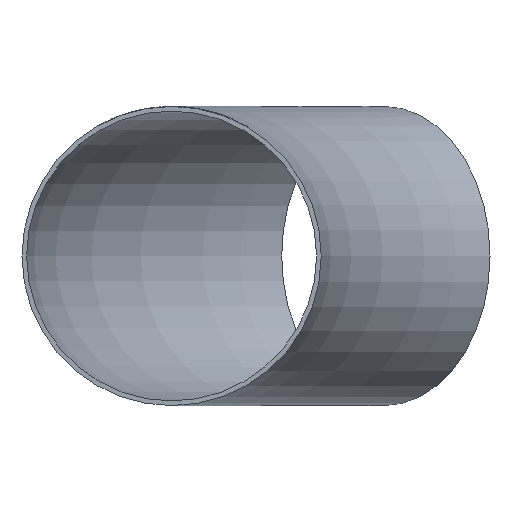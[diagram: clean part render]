
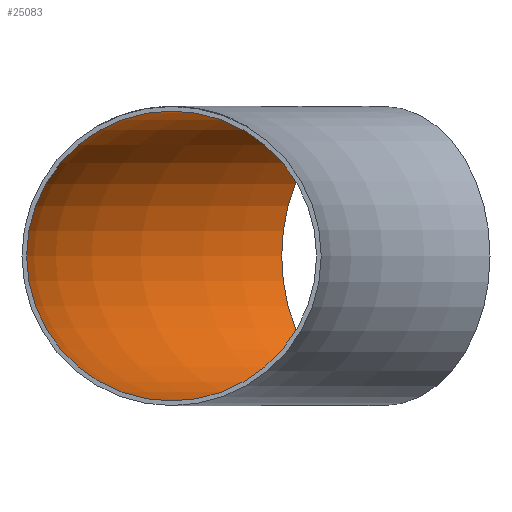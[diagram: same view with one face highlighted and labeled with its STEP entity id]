
A CAD part, front view. The second image highlights one B-rep face of the part: STEP entity #25083.
In plain terms, the highlighted toroidal (fillet/blend) face has major radius 313 mm and minor radius 62.5 mm.
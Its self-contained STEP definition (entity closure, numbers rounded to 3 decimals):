
#3600 = FACE_OUTER_BOUND ( 'NONE', #14611, .T. ) ;
#4439 = CARTESIAN_POINT ( 'NONE',  ( -265.519, 265.519, 0. ) ) ;
#4562 = VERTEX_POINT ( 'NONE', #4439 ) ;
#6282 = DIRECTION ( 'NONE',  ( 0., 0., -1. ) ) ;
#6805 = EDGE_LOOP ( 'NONE', ( #13367 ) ) ;
#8664 = VERTEX_POINT ( 'NONE', #24516 ) ;
#8889 = CARTESIAN_POINT ( 'NONE',  ( -313., 0., 0. ) ) ;
#10134 = DIRECTION ( 'NONE',  ( -1., 0., 0. ) ) ;
#10315 = EDGE_CURVE ( 'NONE', #8664, #8664, #22034, .T. ) ;
#12615 = DIRECTION ( 'NONE',  ( 0., 0., 1. ) ) ;
#12894 = AXIS2_PLACEMENT_3D ( 'NONE', #23201, #6282, #10134 ) ;
#13367 = ORIENTED_EDGE ( 'NONE', *, *, #24936, .T. ) ;
#14611 = EDGE_LOOP ( 'NONE', ( #19302 ) ) ;
#14908 = DIRECTION ( 'NONE',  ( 0., 1., 0. ) ) ;
#15737 = CIRCLE ( 'NONE', #24723, 62.5 ) ;
#17441 = CARTESIAN_POINT ( 'NONE',  ( -221.324, 221.324, 0. ) ) ;
#17531 = AXIS2_PLACEMENT_3D ( 'NONE', #8889, #14908, #12615 ) ;
#19302 = ORIENTED_EDGE ( 'NONE', *, *, #10315, .F. ) ;
#21159 = FACE_OUTER_BOUND ( 'NONE', #6805, .T. ) ;
#21295 = DIRECTION ( 'NONE',  ( -0.707, 0.707, 0. ) ) ;
#22034 = CIRCLE ( 'NONE', #17531, 62.5 ) ;
#23201 = CARTESIAN_POINT ( 'NONE',  ( 0., 0., 0. ) ) ;
#23923 = TOROIDAL_SURFACE ( 'NONE', #12894, 313., 62.5 ) ;
#24516 = CARTESIAN_POINT ( 'NONE',  ( -313., 0., 62.5 ) ) ;
#24723 = AXIS2_PLACEMENT_3D ( 'NONE', #17441, #24972, #21295 ) ;
#24936 = EDGE_CURVE ( 'NONE', #4562, #4562, #15737, .T. ) ;
#24972 = DIRECTION ( 'NONE',  ( 0.707, 0.707, 0. ) ) ;
#25083 = ADVANCED_FACE ( 'NONE', ( #21159, #3600 ), #23923, .F. ) ;
